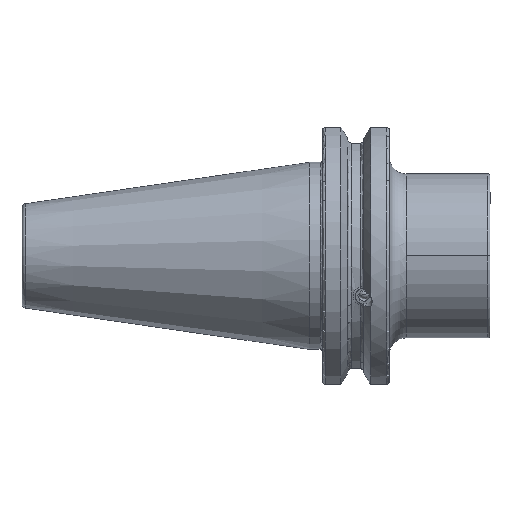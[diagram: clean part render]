
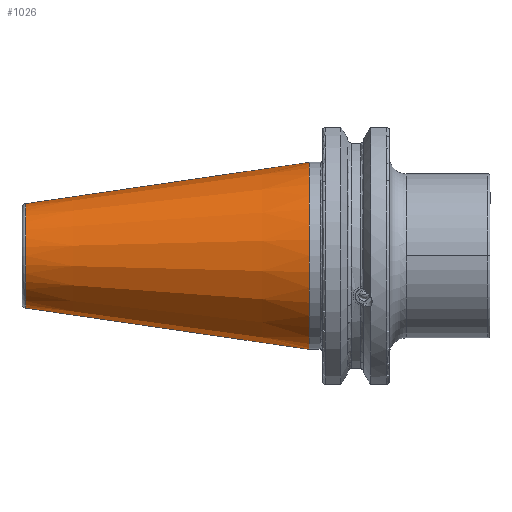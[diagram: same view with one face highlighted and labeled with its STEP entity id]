
A CAD part, front view. The second image highlights one B-rep face of the part: STEP entity #1026.
In plain terms, the highlighted conical face has half-angle 8.297 degrees and reference radius 22.225 mm.
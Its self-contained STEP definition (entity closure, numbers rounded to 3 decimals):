
#301 = AXIS2_PLACEMENT_3D ( 'NONE', #4051, #3987, #3960 ) ;
#371 = EDGE_CURVE ( 'NONE', #3683, #8736, #5827, .T. ) ;
#403 = ORIENTED_EDGE ( 'NONE', *, *, #2576, .T. ) ;
#553 = AXIS2_PLACEMENT_3D ( 'NONE', #8360, #8470, #8501 ) ;
#691 = CARTESIAN_POINT ( 'NONE',  ( 0., 0., -22.225 ) ) ;
#821 = DIRECTION ( 'NONE',  ( 0.99, 0., -0.144 ) ) ;
#1000 = EDGE_CURVE ( 'NONE', #1632, #3683, #2049, .T. ) ;
#1026 = ADVANCED_FACE ( 'NONE', ( #7570 ), #5949, .T. ) ;
#1133 = CARTESIAN_POINT ( 'NONE',  ( 0., 0., 22.225 ) ) ;
#1487 = AXIS2_PLACEMENT_3D ( 'NONE', #4392, #8555, #7573 ) ;
#1632 = VERTEX_POINT ( 'NONE', #6018 ) ;
#1654 = CIRCLE ( 'NONE', #301, 22.225 ) ;
#1967 = LINE ( 'NONE', #691, #3604 ) ;
#2049 = CIRCLE ( 'NONE', #553, 12.397 ) ;
#2576 = EDGE_CURVE ( 'NONE', #6659, #8736, #1654, .T. ) ;
#3581 = CARTESIAN_POINT ( 'NONE',  ( 0., 0., -22.225 ) ) ;
#3604 = VECTOR ( 'NONE', #821, 1000. ) ;
#3683 = VERTEX_POINT ( 'NONE', #4280 ) ;
#3960 = DIRECTION ( 'NONE',  ( 0., 0., 1. ) ) ;
#3987 = DIRECTION ( 'NONE',  ( -1., 0., 0. ) ) ;
#4051 = CARTESIAN_POINT ( 'NONE',  ( 0., 0., 0. ) ) ;
#4087 = VECTOR ( 'NONE', #6741, 1000. ) ;
#4264 = EDGE_CURVE ( 'NONE', #1632, #6659, #1967, .T. ) ;
#4280 = CARTESIAN_POINT ( 'NONE',  ( -67.394, 0., 12.397 ) ) ;
#4392 = CARTESIAN_POINT ( 'NONE',  ( 0., 0., 0. ) ) ;
#4680 = ORIENTED_EDGE ( 'NONE', *, *, #371, .F. ) ;
#5215 = ORIENTED_EDGE ( 'NONE', *, *, #1000, .F. ) ;
#5658 = ORIENTED_EDGE ( 'NONE', *, *, #4264, .T. ) ;
#5827 = LINE ( 'NONE', #1133, #4087 ) ;
#5949 = CONICAL_SURFACE ( 'NONE', #1487, 22.225, 0.145 ) ;
#6018 = CARTESIAN_POINT ( 'NONE',  ( -67.394, 0., -12.397 ) ) ;
#6659 = VERTEX_POINT ( 'NONE', #3581 ) ;
#6741 = DIRECTION ( 'NONE',  ( 0.99, 0., 0.144 ) ) ;
#6793 = CARTESIAN_POINT ( 'NONE',  ( 0., 0., 22.225 ) ) ;
#7570 = FACE_OUTER_BOUND ( 'NONE', #8463, .T. ) ;
#7573 = DIRECTION ( 'NONE',  ( 0., 0., -1. ) ) ;
#8360 = CARTESIAN_POINT ( 'NONE',  ( -67.394, 0., 0. ) ) ;
#8463 = EDGE_LOOP ( 'NONE', ( #4680, #5215, #5658, #403 ) ) ;
#8470 = DIRECTION ( 'NONE',  ( -1., 0., 0. ) ) ;
#8501 = DIRECTION ( 'NONE',  ( 0., 0., 1. ) ) ;
#8555 = DIRECTION ( 'NONE',  ( 1., 0., 0. ) ) ;
#8736 = VERTEX_POINT ( 'NONE', #6793 ) ;
